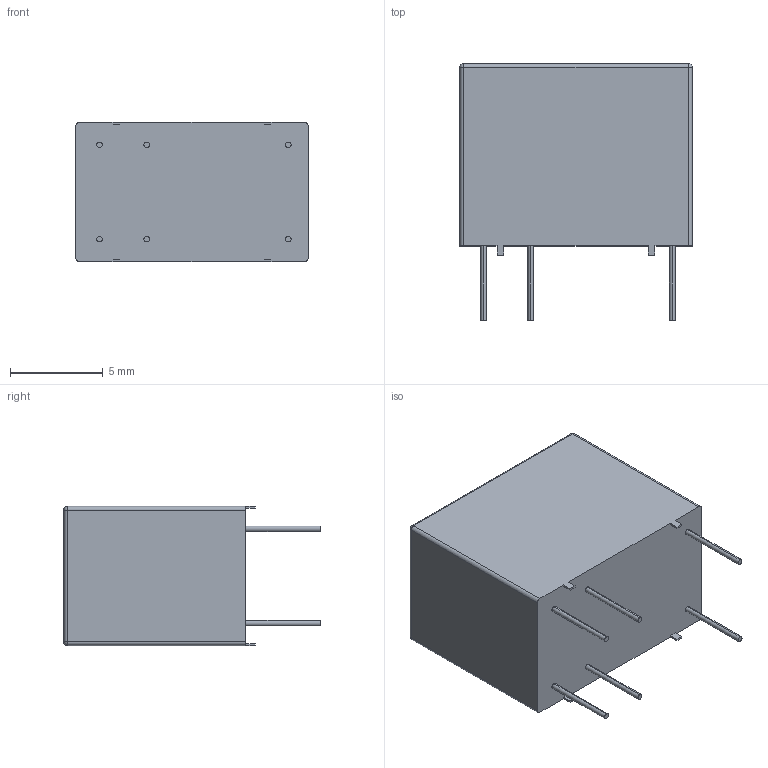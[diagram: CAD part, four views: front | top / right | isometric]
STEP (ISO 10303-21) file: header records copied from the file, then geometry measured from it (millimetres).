
FILE_DESCRIPTION (( 'STEP AP214' ), '1' );
FILE_NAME ('User Library-HT23F-DC5V-SDG.STEP', '2019-04-27T01:11:23', ( '' ), ( '' ), 'SwSTEP 2.0', 'SolidWorks 2019', '' );
FILE_SCHEMA (( 'AUTOMOTIVE_DESIGN' ));
Length unit declared in the file: millimetre
Products named in the file (1): User Library-HT23F-DC5V-SDG
Bounding box: 12.5 x 13.8 x 7.5 mm (x, y, z)
Volume: 919.8 mm3; surface area: 597.2 mm2
Topology: 1 solids, 1 shells, 582 faces, 1599 edges, 1060 vertices
Faces by surface type: plane 312, bspline 246, cylinder 20, sphere 4
Entity records: 28392 total; most frequent: CARTESIAN_POINT 14788, ORIENTED_EDGE 3190, DIRECTION 1817, EDGE_CURVE 1595, LINE 1063, VECTOR 1063, VERTEX_POINT 1060, EDGE_LOOP 627
